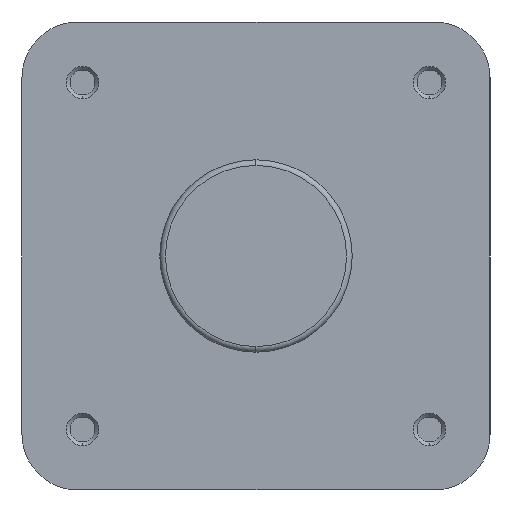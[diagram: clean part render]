
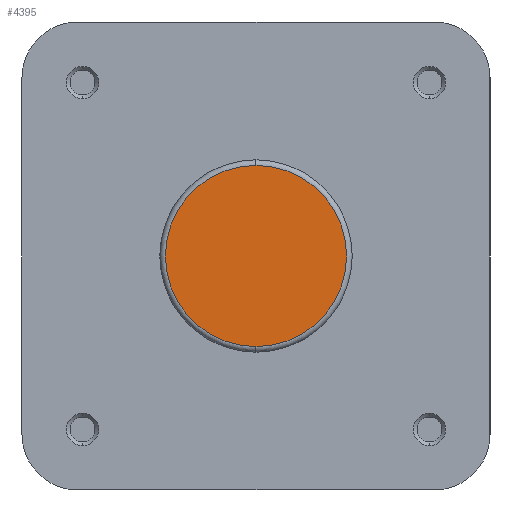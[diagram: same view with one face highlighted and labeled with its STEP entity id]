
A CAD part, left-side view. The second image highlights one B-rep face of the part: STEP entity #4395.
In plain terms, the highlighted planar face has unit normal (-1, 0, 0).
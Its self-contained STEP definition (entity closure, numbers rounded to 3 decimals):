
#20 = ORIENTED_EDGE ( 'NONE', *, *, #4774, .T. ) ;
#67 = ORIENTED_EDGE ( 'NONE', *, *, #4765, .T. ) ;
#1209 = FACE_OUTER_BOUND ( 'NONE', #6333, .T. ) ;
#1563 = CIRCLE ( 'NONE', #5469, 24.4 ) ;
#1575 = CIRCLE ( 'NONE', #5475, 24.4 ) ;
#2212 = CARTESIAN_POINT ( 'NONE',  ( 0., 0., 0. ) ) ;
#2213 = PLANE ( 'NONE',  #5294 ) ;
#2215 = DIRECTION ( 'NONE',  ( 1., 0., 0. ) ) ;
#2216 = DIRECTION ( 'NONE',  ( 0., 0., -1. ) ) ;
#2806 = CARTESIAN_POINT ( 'NONE',  ( 0., 0., -24.4 ) ) ;
#2898 = CARTESIAN_POINT ( 'NONE',  ( 0., 0., 24.4 ) ) ;
#2977 = CARTESIAN_POINT ( 'NONE',  ( 0., 0., 0. ) ) ;
#2980 = DIRECTION ( 'NONE',  ( -1., 0., 0. ) ) ;
#2981 = DIRECTION ( 'NONE',  ( 0., 0., -1. ) ) ;
#2999 = CARTESIAN_POINT ( 'NONE',  ( 0., 0., 0. ) ) ;
#3005 = DIRECTION ( 'NONE',  ( -1., 0., 0. ) ) ;
#3006 = DIRECTION ( 'NONE',  ( 0., 0., -1. ) ) ;
#4395 = ADVANCED_FACE ( 'NONE', ( #1209 ), #2213, .F. ) ;
#4616 = VERTEX_POINT ( 'NONE', #2806 ) ;
#4708 = VERTEX_POINT ( 'NONE', #2898 ) ;
#4765 = EDGE_CURVE ( 'NONE', #4616, #4708, #1563, .T. ) ;
#4774 = EDGE_CURVE ( 'NONE', #4708, #4616, #1575, .T. ) ;
#5294 = AXIS2_PLACEMENT_3D ( 'NONE', #2212, #2215, #2216 ) ;
#5469 = AXIS2_PLACEMENT_3D ( 'NONE', #2977, #2980, #2981 ) ;
#5475 = AXIS2_PLACEMENT_3D ( 'NONE', #2999, #3005, #3006 ) ;
#6333 = EDGE_LOOP ( 'NONE', ( #67, #20 ) ) ;
